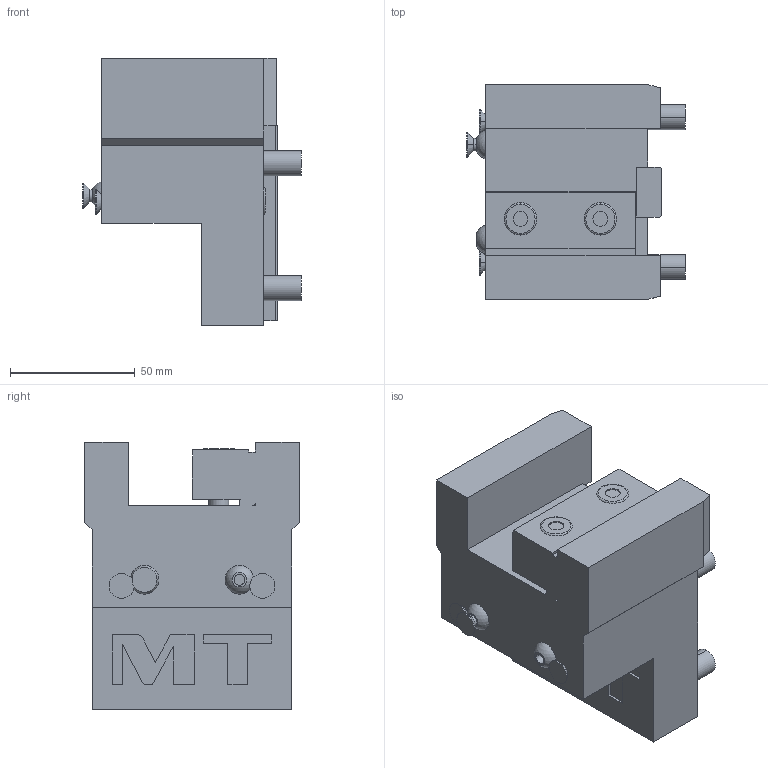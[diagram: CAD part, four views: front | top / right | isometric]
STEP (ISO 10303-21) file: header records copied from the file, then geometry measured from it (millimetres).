
FILE_DESCRIPTION((''),'2;1');
FILE_NAME('NKM0162540_CONF','2023-06-15T14:19:51',('gvalli'),('M.T. srl'),'CREO PARAMETRIC BY PTC INC, 2021072','CREO PARAMETRIC BY PTC INC, 2021072','');
FILE_SCHEMA(('CONFIG_CONTROL_DESIGN'));
Length unit declared in the file: millimetre
Products named in the file (1): NKM0162540_CONF
Bounding box: 87.55 x 86 x 107 mm (x, y, z)
Volume: 403505.4 mm3; surface area: 48304.4 mm2
Topology: 1 solids, 1 shells, 128 faces, 330 edges, 218 vertices
Faces by surface type: plane 84, cylinder 26, torus 8, cone 6, sphere 2, extrusion 2
Entity records: 4015 total; most frequent: CARTESIAN_POINT 745, DIRECTION 666, ORIENTED_EDGE 660, EDGE_CURVE 330, VECTOR 234, LINE 232, VERTEX_POINT 218, AXIS2_PLACEMENT_3D 216
